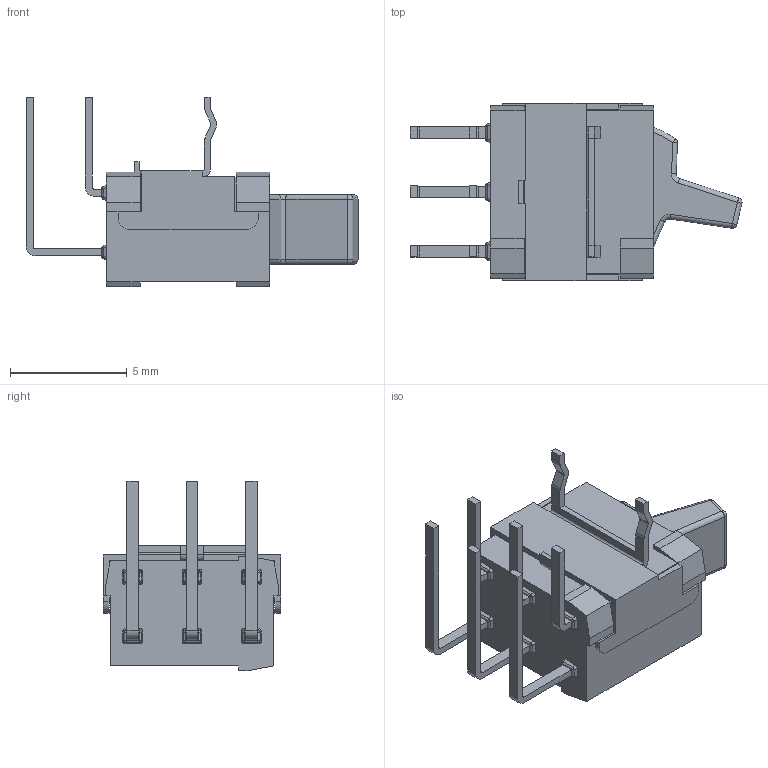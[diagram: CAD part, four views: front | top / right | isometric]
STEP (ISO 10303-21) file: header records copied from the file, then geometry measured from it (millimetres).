
FILE_DESCRIPTION((' '),'2;1');
FILE_NAME('400UDP1L1xxxM6RE.stp','2017-08-02T08:19:31',(' '),(' '),' ','ACIS',' ');
FILE_SCHEMA(('CONFIG_CONTROL_DESIGN'));
Length unit declared in the file: inch
Products named in the file (3): 400UDP1L1xxxM6RE.stp; Body1; Body2
Assembly tree (2 placements, depth 2):
  400UDP1L1xxxM6RE.stp
    Body1
    Body2
Bounding box: 14.21 x 7.6 x 8.1 mm (x, y, z)
Volume: 212.8 mm3; surface area: 531 mm2
Topology: 2 solids, 2 shells, 313 faces, 782 edges, 478 vertices
Faces by surface type: plane 175, cylinder 98, sphere 32, torus 8
Entity records: 9576 total; most frequent: DIRECTION 1630, CARTESIAN_POINT 1578, ORIENTED_EDGE 1564, EDGE_CURVE 782, VECTOR 570, LINE 570, AXIS2_PLACEMENT_3D 530, VERTEX_POINT 478
